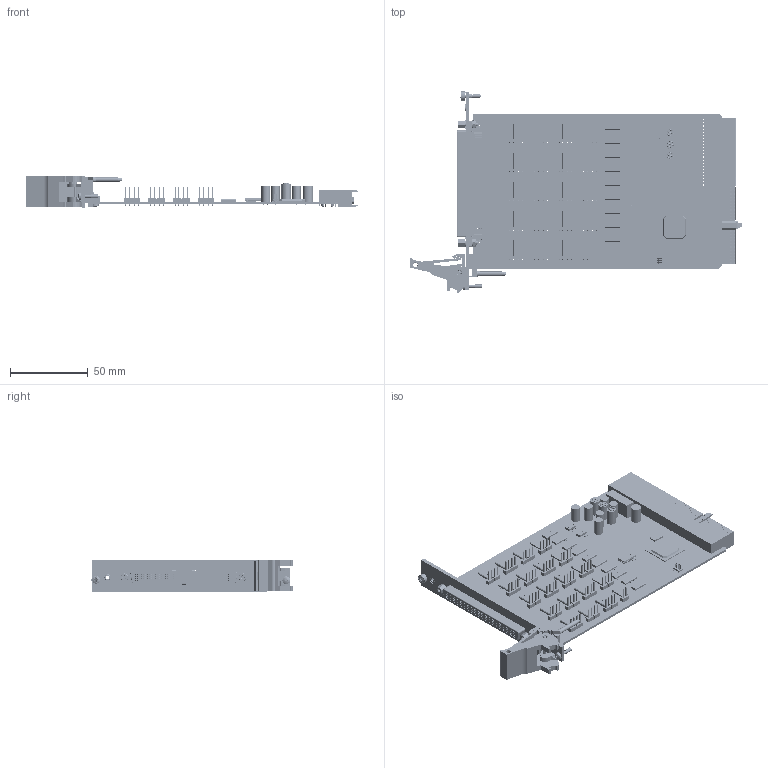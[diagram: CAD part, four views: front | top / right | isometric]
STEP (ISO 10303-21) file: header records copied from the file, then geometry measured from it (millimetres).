
FILE_DESCRIPTION (( 'STEP AP214' ), '1' );
FILE_NAME ('40-680-091 Solid State Multiplexer PXI.STEP', '2013-09-04T14:45:08', ( 'admin' ), ( '' ), 'SwSTEP 2.0', 'SolidWorks 2012', '' );
FILE_SCHEMA (( 'AUTOMOTIVE_DESIGN' ));
Length unit declared in the file: millimetre
Products named in the file (1): 40-680-091 Solid State Multiplexer PXI
Bounding box: 214.01 x 129.67 x 20 mm (x, y, z)
Surface area: 73879.4 mm2 (no closed solid volume)
Topology: 0 solids, 650 shells, 6048 faces, 26047 edges, 19882 vertices
Faces by surface type: plane 4858, cylinder 871, bspline 150, torus 135, cone 28, sphere 6
Full cylindrical faces by diameter (mm): 0.196 x5, 0.4 x5, 0.5 x13, 0.584 x168, 0.6 x243, 0.75 x139, 0.762 x13, 0.85 x3, 0.862 x1, 0.9 x4, 1 x21, 1.496 x2, 2 x7, 2.05 x2, 2.261 x1, 2.5 x7, 2.6 x1, 2.8 x1, 3 x3, 3.4 x2, 4.4 x1, 5 x4, 5.2 x2, 5.3 x1, 5.5 x6, 6 x4, 6.5 x1
Entity records: 366999 total; most frequent: CARTESIAN_POINT 101577, DIRECTION 36390, ORIENTED_EDGE 34411, EDGE_CURVE 24946, VERTEX_POINT 19598, VECTOR 19014, LINE 19014, EDGE_LOOP 9073
